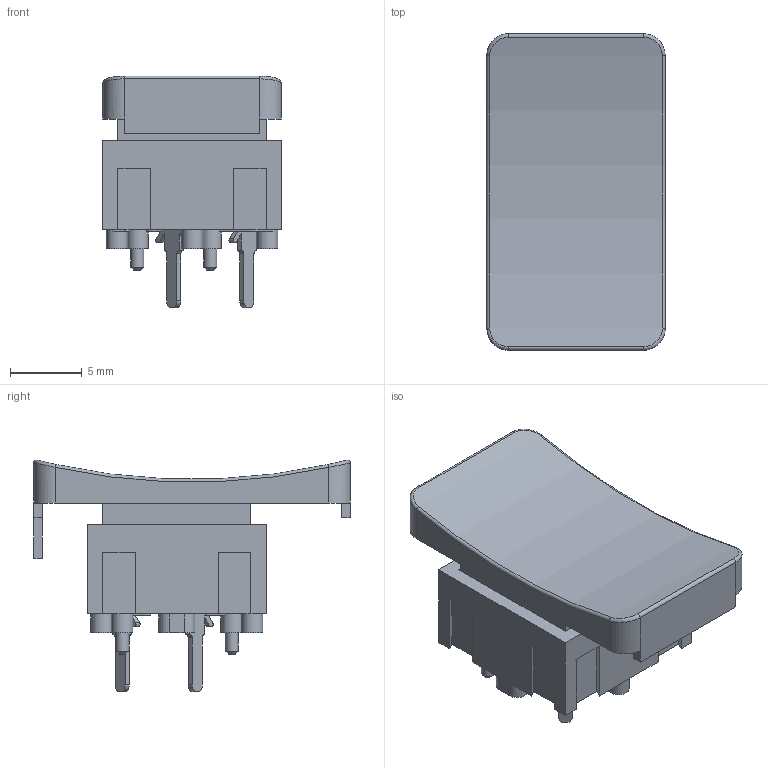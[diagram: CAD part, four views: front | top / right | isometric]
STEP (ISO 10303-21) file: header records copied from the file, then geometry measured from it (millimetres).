
FILE_DESCRIPTION(/* description */ (''),/* implementation_level */ '2;1');
FILE_NAME(/* name */ '320.21E11xxx.stp',/* time_stamp */ '2018-07-06T14:04:43-05:00',/* author */ ('mroman'),/* organization */ (''),/* preprocessor_version */ 'ST-DEVELOPER v17',/* originating_system */ 'Autodesk Inventor 2018',/* authorisation */ '');
FILE_SCHEMA (('AUTOMOTIVE_DESIGN { 1 0 10303 214 3 1 1 }'));
Length unit declared in the file: millimetre
Products named in the file (1): 320.21E11xxx
Bounding box: 12.45 x 22 x 16.13 mm (x, y, z)
Volume: 1068.2 mm3; surface area: 2113.7 mm2
Topology: 1 solids, 3 shells, 352 faces, 949 edges, 625 vertices
Faces by surface type: plane 273, cylinder 44, bspline 31, torus 2, cone 2
Full cylindrical faces by diameter (mm): 0.9 x2, 1.5 x3
Entity records: 11349 total; most frequent: CARTESIAN_POINT 2577, ORIENTED_EDGE 1902, DIRECTION 1629, EDGE_CURVE 951, LINE 793, VECTOR 793, VERTEX_POINT 625, AXIS2_PLACEMENT_3D 418
